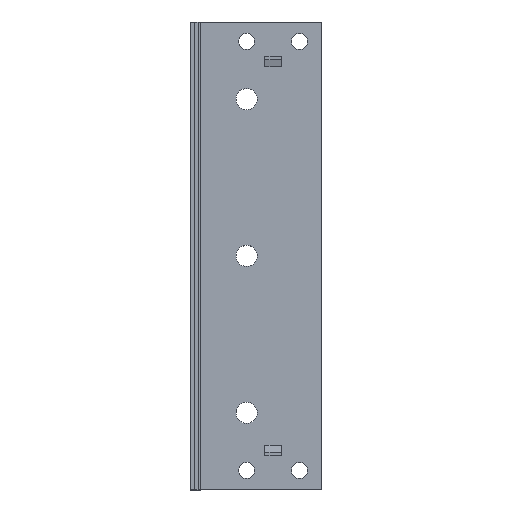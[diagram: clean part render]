
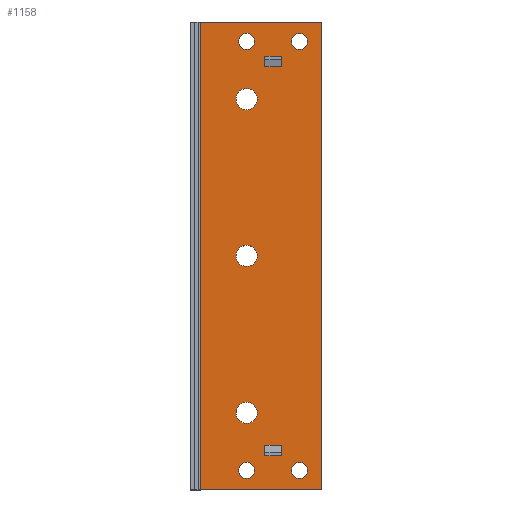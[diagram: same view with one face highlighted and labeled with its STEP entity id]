
A CAD part, top view. The second image highlights one B-rep face of the part: STEP entity #1158.
In plain terms, the highlighted planar face has unit normal (0, 0, 1).
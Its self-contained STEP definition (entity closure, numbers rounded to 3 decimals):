
#38=PLANE($,#1264);
#102=LINE($,#1775,#215);
#105=LINE($,#1781,#218);
#109=LINE($,#1789,#222);
#110=LINE($,#1791,#223);
#117=LINE($,#1806,#230);
#119=LINE($,#1810,#232);
#121=LINE($,#1814,#234);
#122=LINE($,#1816,#235);
#130=LINE($,#1890,#243);
#131=LINE($,#1892,#244);
#132=LINE($,#1894,#245);
#133=LINE($,#1895,#246);
#215=VECTOR($,#1420,4.7);
#218=VECTOR($,#1425,3.);
#222=VECTOR($,#1433,3.);
#223=VECTOR($,#1436,4.7);
#230=VECTOR($,#1447,3.);
#232=VECTOR($,#1451,4.7);
#234=VECTOR($,#1455,3.);
#235=VECTOR($,#1458,4.7);
#243=VECTOR($,#1538,132.55);
#244=VECTOR($,#1539,34.3);
#245=VECTOR($,#1540,132.55);
#246=VECTOR($,#1541,34.3);
#304=FACE_BOUND($,#435,.T.);
#305=FACE_BOUND($,#436,.T.);
#306=FACE_BOUND($,#437,.T.);
#307=FACE_BOUND($,#438,.T.);
#308=FACE_BOUND($,#439,.T.);
#309=FACE_BOUND($,#440,.T.);
#310=FACE_BOUND($,#441,.T.);
#311=FACE_BOUND($,#442,.T.);
#312=FACE_BOUND($,#443,.T.);
#370=FACE_OUTER_BOUND($,#434,.T.);
#434=EDGE_LOOP($,(#983,#984,#985,#986));
#435=EDGE_LOOP($,(#987,#988));
#436=EDGE_LOOP($,(#989,#990));
#437=EDGE_LOOP($,(#991,#992));
#438=EDGE_LOOP($,(#993,#994));
#439=EDGE_LOOP($,(#995,#996));
#440=EDGE_LOOP($,(#997,#998));
#441=EDGE_LOOP($,(#999,#1000));
#442=EDGE_LOOP($,(#1001,#1002,#1003,#1004));
#443=EDGE_LOOP($,(#1005,#1006,#1007,#1008));
#490=CIRCLE($,#1232,2.3);
#491=CIRCLE($,#1233,2.3);
#494=CIRCLE($,#1237,2.3);
#495=CIRCLE($,#1238,2.3);
#498=CIRCLE($,#1242,2.3);
#499=CIRCLE($,#1243,2.3);
#502=CIRCLE($,#1247,2.3);
#503=CIRCLE($,#1248,2.3);
#504=CIRCLE($,#1250,3.);
#505=CIRCLE($,#1251,3.);
#508=CIRCLE($,#1255,3.);
#509=CIRCLE($,#1256,3.);
#512=CIRCLE($,#1260,3.);
#513=CIRCLE($,#1261,3.);
#564=VERTEX_POINT($,#1768);
#567=VERTEX_POINT($,#1773);
#569=VERTEX_POINT($,#1779);
#571=VERTEX_POINT($,#1787);
#576=VERTEX_POINT($,#1802);
#577=VERTEX_POINT($,#1804);
#578=VERTEX_POINT($,#1808);
#579=VERTEX_POINT($,#1812);
#580=VERTEX_POINT($,#1818);
#583=VERTEX_POINT($,#1824);
#584=VERTEX_POINT($,#1828);
#587=VERTEX_POINT($,#1834);
#588=VERTEX_POINT($,#1838);
#591=VERTEX_POINT($,#1844);
#592=VERTEX_POINT($,#1848);
#595=VERTEX_POINT($,#1854);
#596=VERTEX_POINT($,#1858);
#598=VERTEX_POINT($,#1861);
#600=VERTEX_POINT($,#1868);
#602=VERTEX_POINT($,#1871);
#604=VERTEX_POINT($,#1878);
#606=VERTEX_POINT($,#1881);
#608=VERTEX_POINT($,#1888);
#609=VERTEX_POINT($,#1889);
#610=VERTEX_POINT($,#1891);
#611=VERTEX_POINT($,#1893);
#700=EDGE_CURVE($,#564,#567,#102,.T.);
#703=EDGE_CURVE($,#567,#569,#105,.T.);
#707=EDGE_CURVE($,#571,#564,#109,.T.);
#708=EDGE_CURVE($,#569,#571,#110,.T.);
#715=EDGE_CURVE($,#576,#577,#117,.T.);
#717=EDGE_CURVE($,#577,#578,#119,.T.);
#719=EDGE_CURVE($,#578,#579,#121,.T.);
#720=EDGE_CURVE($,#579,#576,#122,.T.);
#724=EDGE_CURVE($,#583,#580,#490,.T.);
#725=EDGE_CURVE($,#580,#583,#491,.T.);
#729=EDGE_CURVE($,#587,#584,#494,.T.);
#730=EDGE_CURVE($,#584,#587,#495,.T.);
#734=EDGE_CURVE($,#591,#588,#498,.T.);
#735=EDGE_CURVE($,#588,#591,#499,.T.);
#739=EDGE_CURVE($,#595,#592,#502,.T.);
#740=EDGE_CURVE($,#592,#595,#503,.T.);
#742=EDGE_CURVE($,#598,#596,#504,.T.);
#743=EDGE_CURVE($,#596,#598,#505,.T.);
#747=EDGE_CURVE($,#602,#600,#508,.T.);
#748=EDGE_CURVE($,#600,#602,#509,.T.);
#752=EDGE_CURVE($,#606,#604,#512,.T.);
#753=EDGE_CURVE($,#604,#606,#513,.T.);
#756=EDGE_CURVE($,#608,#609,#130,.T.);
#757=EDGE_CURVE($,#610,#608,#131,.T.);
#758=EDGE_CURVE($,#611,#610,#132,.T.);
#759=EDGE_CURVE($,#609,#611,#133,.T.);
#983=ORIENTED_EDGE($,*,*,#756,.F.);
#984=ORIENTED_EDGE($,*,*,#757,.F.);
#985=ORIENTED_EDGE($,*,*,#758,.F.);
#986=ORIENTED_EDGE($,*,*,#759,.F.);
#987=ORIENTED_EDGE($,*,*,#753,.T.);
#988=ORIENTED_EDGE($,*,*,#752,.T.);
#989=ORIENTED_EDGE($,*,*,#748,.T.);
#990=ORIENTED_EDGE($,*,*,#747,.T.);
#991=ORIENTED_EDGE($,*,*,#743,.T.);
#992=ORIENTED_EDGE($,*,*,#742,.T.);
#993=ORIENTED_EDGE($,*,*,#740,.T.);
#994=ORIENTED_EDGE($,*,*,#739,.T.);
#995=ORIENTED_EDGE($,*,*,#735,.T.);
#996=ORIENTED_EDGE($,*,*,#734,.T.);
#997=ORIENTED_EDGE($,*,*,#730,.T.);
#998=ORIENTED_EDGE($,*,*,#729,.T.);
#999=ORIENTED_EDGE($,*,*,#725,.T.);
#1000=ORIENTED_EDGE($,*,*,#724,.T.);
#1001=ORIENTED_EDGE($,*,*,#715,.T.);
#1002=ORIENTED_EDGE($,*,*,#717,.T.);
#1003=ORIENTED_EDGE($,*,*,#719,.T.);
#1004=ORIENTED_EDGE($,*,*,#720,.T.);
#1005=ORIENTED_EDGE($,*,*,#707,.T.);
#1006=ORIENTED_EDGE($,*,*,#700,.T.);
#1007=ORIENTED_EDGE($,*,*,#703,.T.);
#1008=ORIENTED_EDGE($,*,*,#708,.T.);
#1158=ADVANCED_FACE($,(#370,#304,#305,#306,#307,#308,#309,#310,#311,#312),
#38,.T.);
#1232=AXIS2_PLACEMENT_3D($,#1825,#1466,#1467);
#1233=AXIS2_PLACEMENT_3D($,#1826,#1468,#1469);
#1237=AXIS2_PLACEMENT_3D($,#1835,#1477,#1478);
#1238=AXIS2_PLACEMENT_3D($,#1836,#1479,#1480);
#1242=AXIS2_PLACEMENT_3D($,#1845,#1488,#1489);
#1243=AXIS2_PLACEMENT_3D($,#1846,#1490,#1491);
#1247=AXIS2_PLACEMENT_3D($,#1855,#1499,#1500);
#1248=AXIS2_PLACEMENT_3D($,#1856,#1501,#1502);
#1250=AXIS2_PLACEMENT_3D($,#1862,#1506,#1507);
#1251=AXIS2_PLACEMENT_3D($,#1863,#1508,#1509);
#1255=AXIS2_PLACEMENT_3D($,#1872,#1517,#1518);
#1256=AXIS2_PLACEMENT_3D($,#1873,#1519,#1520);
#1260=AXIS2_PLACEMENT_3D($,#1882,#1528,#1529);
#1261=AXIS2_PLACEMENT_3D($,#1883,#1530,#1531);
#1264=AXIS2_PLACEMENT_3D($,#1887,#1536,#1537);
#1420=DIRECTION($,(1.,0.,0.));
#1425=DIRECTION($,(0.,-1.,0.));
#1433=DIRECTION($,(0.,1.,0.));
#1436=DIRECTION($,(-1.,0.,0.));
#1447=DIRECTION($,(0.,-1.,0.));
#1451=DIRECTION($,(-1.,0.,0.));
#1455=DIRECTION($,(0.,1.,0.));
#1458=DIRECTION($,(1.,0.,0.));
#1466=DIRECTION('center_axis',(0.,0.,
-1.));
#1467=DIRECTION('ref_axis',(-1.,0.,0.));
#1468=DIRECTION('center_axis',(0.,0.,
-1.));
#1469=DIRECTION('ref_axis',(1.,0.,0.));
#1477=DIRECTION('center_axis',(0.,0.,
-1.));
#1478=DIRECTION('ref_axis',(-1.,0.,0.));
#1479=DIRECTION('center_axis',(0.,0.,-1.));
#1480=DIRECTION('ref_axis',(1.,0.,0.));
#1488=DIRECTION('center_axis',(0.,0.,
-1.));
#1489=DIRECTION('ref_axis',(-1.,0.,0.));
#1490=DIRECTION('center_axis',(0.,0.,
-1.));
#1491=DIRECTION('ref_axis',(1.,0.,0.));
#1499=DIRECTION('center_axis',(0.,0.,
-1.));
#1500=DIRECTION('ref_axis',(-1.,0.,0.));
#1501=DIRECTION('center_axis',(0.,0.,
-1.));
#1502=DIRECTION('ref_axis',(1.,0.,0.));
#1506=DIRECTION('center_axis',(0.,0.,
-1.));
#1507=DIRECTION('ref_axis',(-1.,0.,0.));
#1508=DIRECTION('center_axis',(0.,0.,
-1.));
#1509=DIRECTION('ref_axis',(1.,0.,0.));
#1517=DIRECTION('center_axis',(0.,0.,
-1.));
#1518=DIRECTION('ref_axis',(-1.,0.,0.));
#1519=DIRECTION('center_axis',(0.,0.,
-1.));
#1520=DIRECTION('ref_axis',(1.,0.,0.));
#1528=DIRECTION('center_axis',(0.,0.,
-1.));
#1529=DIRECTION('ref_axis',(-1.,0.,0.));
#1530=DIRECTION('center_axis',(0.,0.,
-1.));
#1531=DIRECTION('ref_axis',(1.,0.,0.));
#1536=DIRECTION('center_axis',(0.,0.,
1.));
#1537=DIRECTION('ref_axis',(1.,0.,0.));
#1538=DIRECTION($,(0.,-1.,0.));
#1539=DIRECTION($,(1.,0.,0.));
#1540=DIRECTION($,(0.,1.,0.));
#1541=DIRECTION($,(-1.,0.,0.));
#1768=CARTESIAN_POINT('',(2.5,56.575,9.5));
#1773=CARTESIAN_POINT('',(7.2,56.575,9.5));
#1775=CARTESIAN_POINT($,(2.5,56.575,9.5));
#1779=CARTESIAN_POINT('',(7.2,53.575,9.5));
#1781=CARTESIAN_POINT($,(7.2,56.575,9.5));
#1787=CARTESIAN_POINT('',(2.5,53.575,9.5));
#1789=CARTESIAN_POINT($,(2.5,53.575,9.5));
#1791=CARTESIAN_POINT($,(7.2,53.575,9.5));
#1802=CARTESIAN_POINT('',(7.2,-53.575,9.5));
#1804=CARTESIAN_POINT('',(7.2,-56.575,9.5));
#1806=CARTESIAN_POINT($,(7.2,-53.575,9.5));
#1808=CARTESIAN_POINT('',(2.5,-56.575,9.5));
#1810=CARTESIAN_POINT($,(7.2,-56.575,9.5));
#1812=CARTESIAN_POINT('',(2.5,-53.575,9.5));
#1814=CARTESIAN_POINT($,(2.5,-56.575,9.5));
#1816=CARTESIAN_POINT($,(2.5,-53.575,9.5));
#1818=CARTESIAN_POINT('',(-0.35,-60.775,9.5));
#1824=CARTESIAN_POINT('',(-4.95,-60.775,9.5));
#1825=CARTESIAN_POINT('Origin',(-2.65,-60.775,9.5));
#1826=CARTESIAN_POINT('Origin',(-2.65,-60.775,9.5));
#1828=CARTESIAN_POINT('',(14.65,-60.775,9.5));
#1834=CARTESIAN_POINT('',(10.05,-60.775,9.5));
#1835=CARTESIAN_POINT('Origin',(12.35,-60.775,9.5));
#1836=CARTESIAN_POINT('Origin',(12.35,-60.775,9.5));
#1838=CARTESIAN_POINT('',(-0.35,60.775,9.5));
#1844=CARTESIAN_POINT('',(-4.95,60.775,9.5));
#1845=CARTESIAN_POINT('Origin',(-2.65,60.775,9.5));
#1846=CARTESIAN_POINT('Origin',(-2.65,60.775,9.5));
#1848=CARTESIAN_POINT('',(14.65,60.775,9.5));
#1854=CARTESIAN_POINT('',(10.05,60.775,9.5));
#1855=CARTESIAN_POINT('Origin',(12.35,60.775,9.5));
#1856=CARTESIAN_POINT('Origin',(12.35,60.775,9.5));
#1858=CARTESIAN_POINT('',(0.35,44.45,9.5));
#1861=CARTESIAN_POINT('',(-5.65,44.45,9.5));
#1862=CARTESIAN_POINT('Origin',(-2.65,44.45,9.5));
#1863=CARTESIAN_POINT('Origin',(-2.65,44.45,9.5));
#1868=CARTESIAN_POINT('',(0.35,0.,9.5));
#1871=CARTESIAN_POINT('',(-5.65,0.,9.5));
#1872=CARTESIAN_POINT('Origin',(-2.65,0.,
9.5));
#1873=CARTESIAN_POINT('Origin',(-2.65,0.,
9.5));
#1878=CARTESIAN_POINT('',(0.35,-44.45,9.5));
#1881=CARTESIAN_POINT('',(-5.65,-44.45,9.5));
#1882=CARTESIAN_POINT('Origin',(-2.65,-44.45,9.5));
#1883=CARTESIAN_POINT('Origin',(-2.65,-44.45,9.5));
#1887=CARTESIAN_POINT('Origin',(1.5,0.,9.5));
#1888=CARTESIAN_POINT('',(18.65,66.275,9.5));
#1889=CARTESIAN_POINT('',(18.65,-66.275,9.5));
#1890=CARTESIAN_POINT($,(18.65,66.275,9.5));
#1891=CARTESIAN_POINT('',(-15.65,66.275,9.5));
#1892=CARTESIAN_POINT($,(-15.65,66.275,9.5));
#1893=CARTESIAN_POINT('',(-15.65,-66.275,9.5));
#1894=CARTESIAN_POINT($,(-15.65,-66.275,9.5));
#1895=CARTESIAN_POINT($,(18.65,-66.275,9.5));
